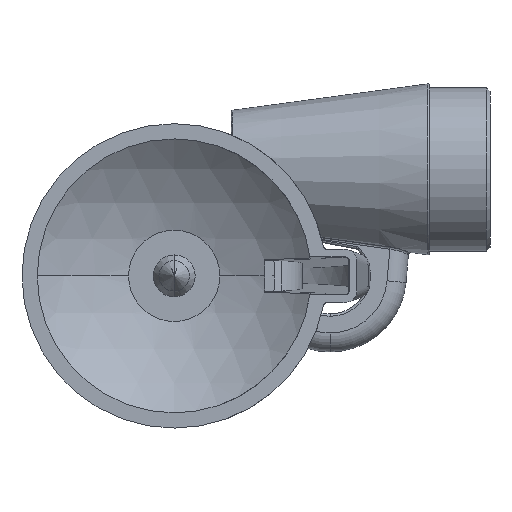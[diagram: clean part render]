
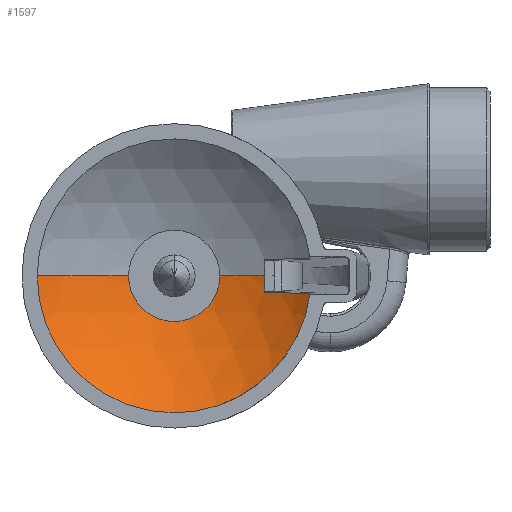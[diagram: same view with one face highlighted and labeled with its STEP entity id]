
A CAD part, left-side view. The second image highlights one B-rep face of the part: STEP entity #1597.
In plain terms, the highlighted spherical face has radius 27 mm.
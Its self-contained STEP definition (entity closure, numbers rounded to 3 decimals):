
#349 = DIRECTION ( 'NONE',  ( 1., 0., 0. ) ) ;
#381 = CARTESIAN_POINT ( 'NONE',  ( -17., 0., 0. ) ) ;
#500 = CARTESIAN_POINT ( 'NONE',  ( 3.125, 0., 0. ) ) ;
#611 = CARTESIAN_POINT ( 'NONE',  ( -17.519, -10.602, 0. ) ) ;
#637 = EDGE_CURVE ( 'NONE', #3113, #1396, #5914, .T. ) ;
#740 = DIRECTION ( 'NONE',  ( 0.049, 0.999, 0. ) ) ;
#755 = DIRECTION ( 'NONE',  ( 0., 0., 1. ) ) ;
#818 = CARTESIAN_POINT ( 'NONE',  ( 3.125, -17.846, -2.347 ) ) ;
#847 = EDGE_CURVE ( 'NONE', #5964, #5243, #5418, .T. ) ;
#1324 = AXIS2_PLACEMENT_3D ( 'NONE', #3625, #1753, #5462 ) ;
#1396 = VERTEX_POINT ( 'NONE', #4482 ) ;
#1403 = AXIS2_PLACEMENT_3D ( 'NONE', #500, #1667, #3542 ) ;
#1571 = DIRECTION ( 'NONE',  ( -1., 0., 0. ) ) ;
#1597 = ADVANCED_FACE ( 'NONE', ( #4664 ), #1722, .F. ) ;
#1601 = DIRECTION ( 'NONE',  ( 0., 1., 0. ) ) ;
#1667 = DIRECTION ( 'NONE',  ( 1., 0., 0. ) ) ;
#1715 = EDGE_CURVE ( 'NONE', #3175, #3113, #5533, .T. ) ;
#1722 = SPHERICAL_SURFACE ( 'NONE', #1324, 27. ) ;
#1753 = DIRECTION ( 'NONE',  ( 0., 0., 1. ) ) ;
#1822 = EDGE_CURVE ( 'NONE', #1396, #5964, #4355, .T. ) ;
#2058 = ORIENTED_EDGE ( 'NONE', *, *, #847, .F. ) ;
#2078 = CARTESIAN_POINT ( 'NONE',  ( 7.278, -11.814, 0. ) ) ;
#2157 = CARTESIAN_POINT ( 'NONE',  ( -17., 0., 0. ) ) ;
#2188 = CARTESIAN_POINT ( 'NONE',  ( 7.185, -11.81, -2.149 ) ) ;
#2343 = EDGE_CURVE ( 'NONE', #3175, #4134, #4907, .T. ) ;
#2489 = AXIS2_PLACEMENT_3D ( 'NONE', #4522, #1571, #755 ) ;
#2584 = DIRECTION ( 'NONE',  ( 0., 0., -1. ) ) ;
#2611 = DIRECTION ( 'NONE',  ( 0.049, 0., -0.999 ) ) ;
#2731 = DIRECTION ( 'NONE',  ( -1., 0., 0. ) ) ;
#2967 = AXIS2_PLACEMENT_3D ( 'NONE', #611, #740, #3854 ) ;
#3011 = ORIENTED_EDGE ( 'NONE', *, *, #3702, .F. ) ;
#3113 = VERTEX_POINT ( 'NONE', #4466 ) ;
#3114 = ORIENTED_EDGE ( 'NONE', *, *, #1822, .F. ) ;
#3175 = VERTEX_POINT ( 'NONE', #5285 ) ;
#3322 = VERTEX_POINT ( 'NONE', #818 ) ;
#3387 = ORIENTED_EDGE ( 'NONE', *, *, #4559, .F. ) ;
#3542 = DIRECTION ( 'NONE',  ( 0., 0., 1. ) ) ;
#3601 = ORIENTED_EDGE ( 'NONE', *, *, #5283, .F. ) ;
#3603 = EDGE_LOOP ( 'NONE', ( #4372, #4389, #3387, #3011, #3601, #2058, #3114, #5477 ) ) ;
#3625 = CARTESIAN_POINT ( 'NONE',  ( -17., 0., 0. ) ) ;
#3702 = EDGE_CURVE ( 'NONE', #3322, #5864, #3815, .T. ) ;
#3736 = CARTESIAN_POINT ( 'NONE',  ( 3.125, 0., -18. ) ) ;
#3815 = CIRCLE ( 'NONE', #4219, 18. ) ;
#3854 = DIRECTION ( 'NONE',  ( 0.999, -0.049, 0. ) ) ;
#4092 = CARTESIAN_POINT ( 'NONE',  ( -16.837, 0., -3.323 ) ) ;
#4134 = VERTEX_POINT ( 'NONE', #5188 ) ;
#4219 = AXIS2_PLACEMENT_3D ( 'NONE', #5109, #349, #5485 ) ;
#4355 = CIRCLE ( 'NONE', #5136, 27. ) ;
#4372 = ORIENTED_EDGE ( 'NONE', *, *, #1715, .F. ) ;
#4389 = ORIENTED_EDGE ( 'NONE', *, *, #2343, .T. ) ;
#4466 = CARTESIAN_POINT ( 'NONE',  ( 9.325, 0., -6. ) ) ;
#4482 = CARTESIAN_POINT ( 'NONE',  ( 9.325, -6., 0. ) ) ;
#4522 = CARTESIAN_POINT ( 'NONE',  ( 9.325, 0., 0. ) ) ;
#4545 = AXIS2_PLACEMENT_3D ( 'NONE', #4092, #2611, #5528 ) ;
#4550 = AXIS2_PLACEMENT_3D ( 'NONE', #5057, #2731, #4601 ) ;
#4559 = EDGE_CURVE ( 'NONE', #5864, #4134, #5700, .T. ) ;
#4601 = DIRECTION ( 'NONE',  ( 0., 0., 1. ) ) ;
#4664 = FACE_OUTER_BOUND ( 'NONE', #3603, .T. ) ;
#4907 = CIRCLE ( 'NONE', #5103, 27. ) ;
#4966 = DIRECTION ( 'NONE',  ( 0., -1., 0. ) ) ;
#5057 = CARTESIAN_POINT ( 'NONE',  ( 9.325, 0., 0. ) ) ;
#5084 = DIRECTION ( 'NONE',  ( 0., 0., 1. ) ) ;
#5103 = AXIS2_PLACEMENT_3D ( 'NONE', #381, #5084, #4966 ) ;
#5109 = CARTESIAN_POINT ( 'NONE',  ( 3.125, 0., 0. ) ) ;
#5136 = AXIS2_PLACEMENT_3D ( 'NONE', #2157, #2584, #1601 ) ;
#5188 = CARTESIAN_POINT ( 'NONE',  ( 3.125, 18., 0. ) ) ;
#5243 = VERTEX_POINT ( 'NONE', #2188 ) ;
#5283 = EDGE_CURVE ( 'NONE', #5243, #3322, #5812, .T. ) ;
#5285 = CARTESIAN_POINT ( 'NONE',  ( 9.325, 6., 0. ) ) ;
#5418 = CIRCLE ( 'NONE', #2967, 24.826 ) ;
#5462 = DIRECTION ( 'NONE',  ( 0., -1., 0. ) ) ;
#5477 = ORIENTED_EDGE ( 'NONE', *, *, #637, .F. ) ;
#5485 = DIRECTION ( 'NONE',  ( 0., 0., 1. ) ) ;
#5528 = DIRECTION ( 'NONE',  ( -0.999, 0., -0.049 ) ) ;
#5533 = CIRCLE ( 'NONE', #2489, 6. ) ;
#5700 = CIRCLE ( 'NONE', #1403, 18. ) ;
#5812 = CIRCLE ( 'NONE', #4545, 26.794 ) ;
#5864 = VERTEX_POINT ( 'NONE', #3736 ) ;
#5914 = CIRCLE ( 'NONE', #4550, 6. ) ;
#5964 = VERTEX_POINT ( 'NONE', #2078 ) ;
